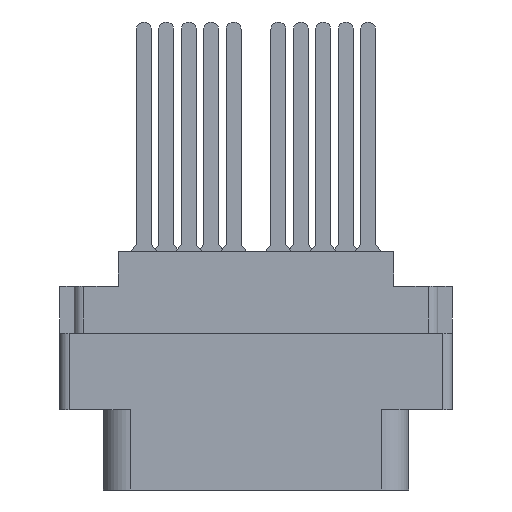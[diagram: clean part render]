
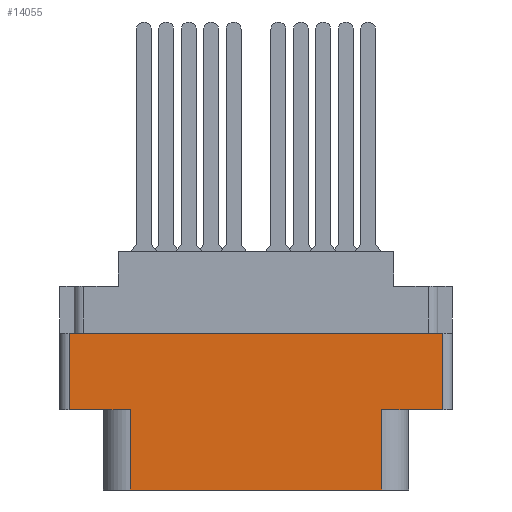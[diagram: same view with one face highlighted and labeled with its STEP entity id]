
A CAD part, front view. The second image highlights one B-rep face of the part: STEP entity #14055.
In plain terms, the highlighted planar face has unit normal (0, -1, 0).
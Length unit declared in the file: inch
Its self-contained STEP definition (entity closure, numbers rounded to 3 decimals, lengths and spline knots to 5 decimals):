
#1155 = EDGE_CURVE ( 'NONE', #25748, #10001, #11866, .T. ) ;
#1701 = DIRECTION ( 'NONE',  ( 0., 0., -1. ) ) ;
#2148 = LINE ( 'NONE', #9488, #11754 ) ;
#2174 = CARTESIAN_POINT ( 'NONE',  ( -0.624, -0.343, -0.798 ) ) ;
#2403 = VECTOR ( 'NONE', #5755, 39.37008 ) ;
#2875 = CARTESIAN_POINT ( 'NONE',  ( -0.624, -0.343, -0.529 ) ) ;
#3688 = ORIENTED_EDGE ( 'NONE', *, *, #25997, .T. ) ;
#3909 = CARTESIAN_POINT ( 'NONE',  ( -0.656, -0.343, -0.798 ) ) ;
#4756 = DIRECTION ( 'NONE',  ( 0., 0., 1. ) ) ;
#5195 = EDGE_CURVE ( 'NONE', #10812, #21069, #18160, .T. ) ;
#5338 = VECTOR ( 'NONE', #4756, 39.37008 ) ;
#5446 = DIRECTION ( 'NONE',  ( -1., 0., 0. ) ) ;
#5755 = DIRECTION ( 'NONE',  ( 1., 0., 0. ) ) ;
#6058 = ORIENTED_EDGE ( 'NONE', *, *, #22449, .F. ) ;
#6457 = VECTOR ( 'NONE', #16592, 39.37008 ) ;
#6472 = VERTEX_POINT ( 'NONE', #20753 ) ;
#6483 = CARTESIAN_POINT ( 'NONE',  ( -0.42052, -0.343, -0.798 ) ) ;
#7691 = CARTESIAN_POINT ( 'NONE',  ( -0.656, -0.343, -0.798 ) ) ;
#8480 = VERTEX_POINT ( 'NONE', #20470 ) ;
#8521 = VECTOR ( 'NONE', #5446, 39.37008 ) ;
#8757 = LINE ( 'NONE', #17858, #5338 ) ;
#9045 = CARTESIAN_POINT ( 'NONE',  ( 0.624, -0.343, -0.529 ) ) ;
#9341 = VERTEX_POINT ( 'NONE', #9045 ) ;
#9488 = CARTESIAN_POINT ( 'NONE',  ( 0.624, -0.343, -0.798 ) ) ;
#9606 = EDGE_CURVE ( 'NONE', #6472, #27917, #12969, .T. ) ;
#10001 = VERTEX_POINT ( 'NONE', #18089 ) ;
#10445 = CARTESIAN_POINT ( 'NONE',  ( -0.624, -0.343, -0.274 ) ) ;
#10812 = VERTEX_POINT ( 'NONE', #2875 ) ;
#10827 = AXIS2_PLACEMENT_3D ( 'NONE', #3909, #27953, #1701 ) ;
#11046 = VECTOR ( 'NONE', #21840, 39.37008 ) ;
#11208 = EDGE_CURVE ( 'NONE', #27917, #8480, #8757, .T. ) ;
#11576 = ORIENTED_EDGE ( 'NONE', *, *, #9606, .T. ) ;
#11754 = VECTOR ( 'NONE', #26924, 39.37008 ) ;
#11866 = LINE ( 'NONE', #17793, #13236 ) ;
#12901 = DIRECTION ( 'NONE',  ( 0., 0., -1. ) ) ;
#12927 = VECTOR ( 'NONE', #12901, 39.37008 ) ;
#12969 = LINE ( 'NONE', #7691, #6457 ) ;
#13236 = VECTOR ( 'NONE', #15493, 39.37008 ) ;
#13802 = LINE ( 'NONE', #2174, #11046 ) ;
#14055 = ADVANCED_FACE ( 'NONE', ( #14194 ), #14802, .T. ) ;
#14194 = FACE_OUTER_BOUND ( 'NONE', #19556, .T. ) ;
#14802 = PLANE ( 'NONE',  #10827 ) ;
#15267 = EDGE_CURVE ( 'NONE', #25748, #10812, #13802, .T. ) ;
#15493 = DIRECTION ( 'NONE',  ( 1., 0., 0. ) ) ;
#16531 = CARTESIAN_POINT ( 'NONE',  ( -0.42052, -0.343, -0.529 ) ) ;
#16592 = DIRECTION ( 'NONE',  ( 1., 0., 0. ) ) ;
#16832 = ORIENTED_EDGE ( 'NONE', *, *, #15267, .T. ) ;
#17542 = ORIENTED_EDGE ( 'NONE', *, *, #5195, .T. ) ;
#17588 = ORIENTED_EDGE ( 'NONE', *, *, #19333, .T. ) ;
#17793 = CARTESIAN_POINT ( 'NONE',  ( 0., -0.343, -0.274 ) ) ;
#17858 = CARTESIAN_POINT ( 'NONE',  ( 0.42052, -0.343, -0.529 ) ) ;
#18089 = CARTESIAN_POINT ( 'NONE',  ( 0.624, -0.343, -0.274 ) ) ;
#18160 = LINE ( 'NONE', #20837, #2403 ) ;
#18536 = CARTESIAN_POINT ( 'NONE',  ( 0., -0.343, -0.529 ) ) ;
#19333 = EDGE_CURVE ( 'NONE', #21069, #6472, #21758, .T. ) ;
#19556 = EDGE_LOOP ( 'NONE', ( #19982, #16832, #17542, #17588, #11576, #20820, #6058, #3688 ) ) ;
#19982 = ORIENTED_EDGE ( 'NONE', *, *, #1155, .F. ) ;
#20003 = CARTESIAN_POINT ( 'NONE',  ( 0.42052, -0.343, -0.798 ) ) ;
#20139 = LINE ( 'NONE', #18536, #8521 ) ;
#20470 = CARTESIAN_POINT ( 'NONE',  ( 0.42052, -0.343, -0.529 ) ) ;
#20753 = CARTESIAN_POINT ( 'NONE',  ( -0.42052, -0.343, -0.798 ) ) ;
#20820 = ORIENTED_EDGE ( 'NONE', *, *, #11208, .T. ) ;
#20837 = CARTESIAN_POINT ( 'NONE',  ( 0., -0.343, -0.529 ) ) ;
#21069 = VERTEX_POINT ( 'NONE', #16531 ) ;
#21758 = LINE ( 'NONE', #6483, #12927 ) ;
#21840 = DIRECTION ( 'NONE',  ( 0., 0., -1. ) ) ;
#22449 = EDGE_CURVE ( 'NONE', #9341, #8480, #20139, .T. ) ;
#25748 = VERTEX_POINT ( 'NONE', #10445 ) ;
#25997 = EDGE_CURVE ( 'NONE', #9341, #10001, #2148, .T. ) ;
#26924 = DIRECTION ( 'NONE',  ( 0., 0., 1. ) ) ;
#27917 = VERTEX_POINT ( 'NONE', #20003 ) ;
#27953 = DIRECTION ( 'NONE',  ( 0., -1., 0. ) ) ;
